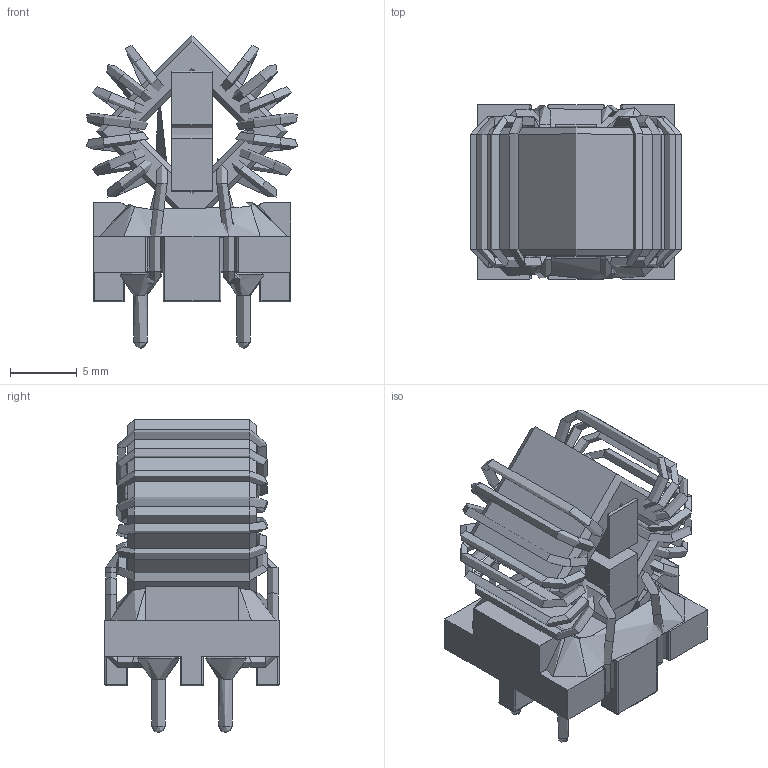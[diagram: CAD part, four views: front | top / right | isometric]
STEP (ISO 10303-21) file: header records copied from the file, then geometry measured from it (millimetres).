
FILE_DESCRIPTION(/* description */ ('Unknown'),/* implementation_level */ '2;1');
FILE_NAME(/* name */ '7448227005',/* time_stamp */ '2020-11-17T12:31:18+01:00',/* author */ ('Unknown'),/* organization */ ('Unknown'),/* preprocessor_version */ 'ST-DEVELOPER v16.7',/* originating_system */ 'DEX',/* authorisation */ $);
FILE_SCHEMA (('AUTOMOTIVE_DESIGN {1 0 10303 214 3 1 1}'));
Length unit declared in the file: millimetre
Products named in the file (6): 7448227005; base; core; Glue_1; Solderpoint; WE-CMB S-Model
Assembly tree (5 placements, depth 2):
  7448227005
    base
    core
    Glue_1
    Solderpoint
    WE-CMB S-Model
Bounding box: 15.8 x 13.01 x 23.4 mm (x, y, z)
Volume: 2125.3 mm3
Topology: 6 solids, 12 shells, 379 faces, 896 edges, 503 vertices
Faces by surface type: cylinder 144, plane 100, torus 72, bspline 39, sphere 20, cone 4
Full cylindrical faces by diameter (mm): 0.75 x4, 0.8 x68, 1 x8, 8.3 x1, 14.3 x2
Entity records: 17372 total; most frequent: CARTESIAN_POINT 7169, DIRECTION 1601, ORIENTED_EDGE 1366, EDGE_CURVE 683, AXIS2_PLACEMENT_3D 648, EDGE_LOOP 557, FACE_BOUND 557, VERTEX_POINT 486
